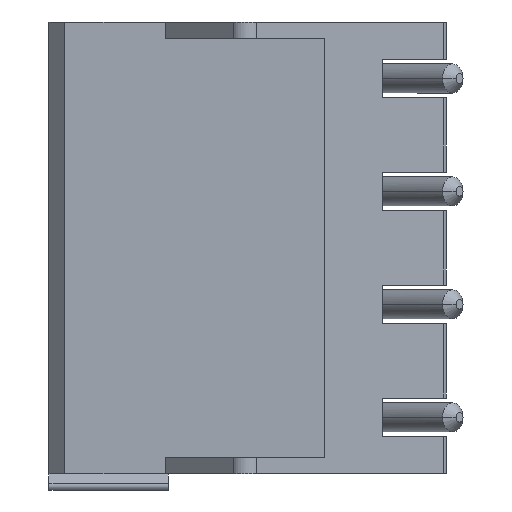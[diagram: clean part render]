
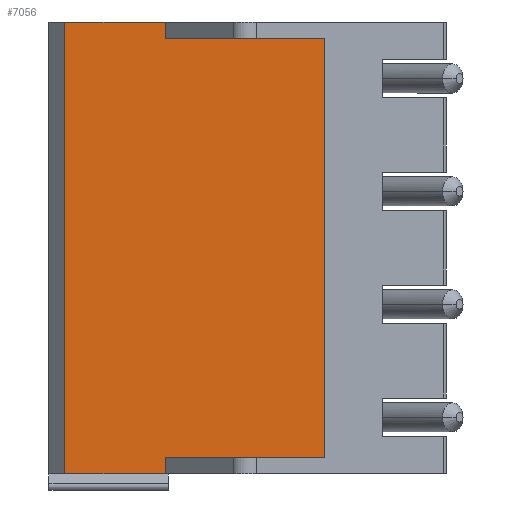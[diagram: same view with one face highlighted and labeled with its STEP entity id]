
A CAD part, left-side view. The second image highlights one B-rep face of the part: STEP entity #7056.
In plain terms, the highlighted planar face has unit normal (-1, 0, 0).
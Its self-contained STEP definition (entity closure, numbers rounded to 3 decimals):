
#1436=DIRECTION('',(0.,0.,1.));
#1437=VECTOR('',#1436,13.);
#1438=CARTESIAN_POINT('',(-2.642,-2.047,-11.75));
#1439=LINE('',#1438,#1437);
#1726=DIRECTION('',(0.,-1.,0.));
#1727=VECTOR('',#1726,3.111);
#1728=CARTESIAN_POINT('',(-2.642,6.009,1.75));
#1729=LINE('',#1728,#1727);
#1887=DIRECTION('',(0.,1.,0.));
#1888=VECTOR('',#1887,4.945);
#1889=CARTESIAN_POINT('',(-2.642,-2.047,-11.75));
#1890=LINE('',#1889,#1888);
#1891=DIRECTION('',(0.,0.,1.));
#1892=VECTOR('',#1891,0.5);
#1893=CARTESIAN_POINT('',(-2.642,2.898,-12.25));
#1894=LINE('',#1893,#1892);
#1895=DIRECTION('',(0.,1.,0.));
#1896=VECTOR('',#1895,3.111);
#1897=CARTESIAN_POINT('',(-2.642,2.898,-12.25));
#1898=LINE('',#1897,#1896);
#1899=DIRECTION('',(0.,0.,1.));
#1900=VECTOR('',#1899,14.);
#1901=CARTESIAN_POINT('',(-2.642,6.009,-12.25));
#1902=LINE('',#1901,#1900);
#1903=DIRECTION('',(0.,0.,-1.));
#1904=VECTOR('',#1903,0.5);
#1905=CARTESIAN_POINT('',(-2.642,2.898,1.75));
#1906=LINE('',#1905,#1904);
#1907=DIRECTION('',(0.,-1.,0.));
#1908=VECTOR('',#1907,4.945);
#1909=CARTESIAN_POINT('',(-2.642,2.898,1.25));
#1910=LINE('',#1909,#1908);
#3851=CARTESIAN_POINT('',(-2.642,6.009,-12.25));
#3853=VERTEX_POINT('',#3851);
#3881=CARTESIAN_POINT('',(-2.642,6.009,1.75));
#3883=VERTEX_POINT('',#3881);
#3892=CARTESIAN_POINT('',(-2.642,2.898,1.75));
#3893=CARTESIAN_POINT('',(-2.642,2.898,1.25));
#3894=VERTEX_POINT('',#3892);
#3895=VERTEX_POINT('',#3893);
#3896=CARTESIAN_POINT('',(-2.642,-2.047,1.25));
#3897=VERTEX_POINT('',#3896);
#3906=CARTESIAN_POINT('',(-2.642,-2.047,-11.75));
#3907=CARTESIAN_POINT('',(-2.642,2.898,-11.75));
#3908=VERTEX_POINT('',#3906);
#3909=VERTEX_POINT('',#3907);
#3910=CARTESIAN_POINT('',(-2.642,2.898,-12.25));
#3911=VERTEX_POINT('',#3910);
#7037=CARTESIAN_POINT('',(-2.642,6.009,-12.25));
#7038=DIRECTION('',(-1.,0.,0.));
#7039=DIRECTION('',(0.,-1.,0.));
#7040=AXIS2_PLACEMENT_3D('',#7037,#7038,#7039);
#7041=PLANE('',#7040);
#7043=ORIENTED_EDGE('',*,*,#7042,.T.);
#7045=ORIENTED_EDGE('',*,*,#7044,.F.);
#7046=ORIENTED_EDGE('',*,*,#4769,.T.);
#7048=ORIENTED_EDGE('',*,*,#7047,.T.);
#7049=ORIENTED_EDGE('',*,*,#6766,.T.);
#7051=ORIENTED_EDGE('',*,*,#7050,.T.);
#7052=ORIENTED_EDGE('',*,*,#7028,.T.);
#7053=ORIENTED_EDGE('',*,*,#6493,.F.);
#7054=EDGE_LOOP('',(#7043,#7045,#7046,#7048,#7049,#7051,#7052,#7053));
#7055=FACE_OUTER_BOUND('',#7054,.F.);
#4769=EDGE_CURVE('',#3911,#3853,#1898,.T.);
#6493=EDGE_CURVE('',#3908,#3897,#1439,.T.);
#6766=EDGE_CURVE('',#3883,#3894,#1729,.T.);
#7028=EDGE_CURVE('',#3895,#3897,#1910,.T.);
#7042=EDGE_CURVE('',#3908,#3909,#1890,.T.);
#7044=EDGE_CURVE('',#3911,#3909,#1894,.T.);
#7047=EDGE_CURVE('',#3853,#3883,#1902,.T.);
#7050=EDGE_CURVE('',#3894,#3895,#1906,.T.);
#7056=ADVANCED_FACE('',(#7055),#7041,.T.);
